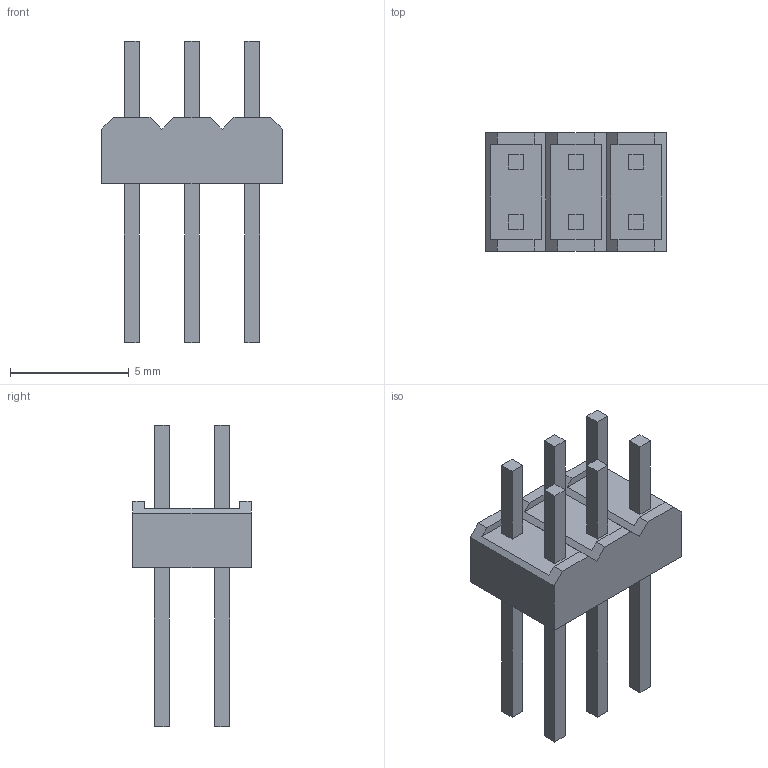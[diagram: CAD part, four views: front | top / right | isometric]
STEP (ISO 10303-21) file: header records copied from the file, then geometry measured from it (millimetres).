
FILE_DESCRIPTION((''),'2;1');
FILE_NAME('C-0826632-03-3','2007-08-31T',('workeradm'),('Tyco Electronics Corporation'),'PRO/ENGINEER BY PARAMETRIC TECHNOLOGY CORPORATION, 2005450','PRO/ENGINEER BY PARAMETRIC TECHNOLOGY CORPORATION, 2005450','');
FILE_SCHEMA(('CONFIG_CONTROL_DESIGN', 'GEOMETRIC_VALIDATION_PROPERTIES_MIM'));
Length unit declared in the file: millimetre
Products named in the file (1): C-0826632-03-3
Bounding box: 7.62 x 5 x 12.7 mm (x, y, z)
Volume: 120.6 mm3; surface area: 301.1 mm2
Topology: 1 solids, 1 shells, 86 faces, 216 edges, 144 vertices
Faces by surface type: plane 86
Entity records: 2649 total; most frequent: CARTESIAN_POINT 447, ORIENTED_EDGE 432, DIRECTION 388, VECTOR 216, LINE 216, EDGE_CURVE 216, VERTEX_POINT 144, EDGE_LOOP 98
